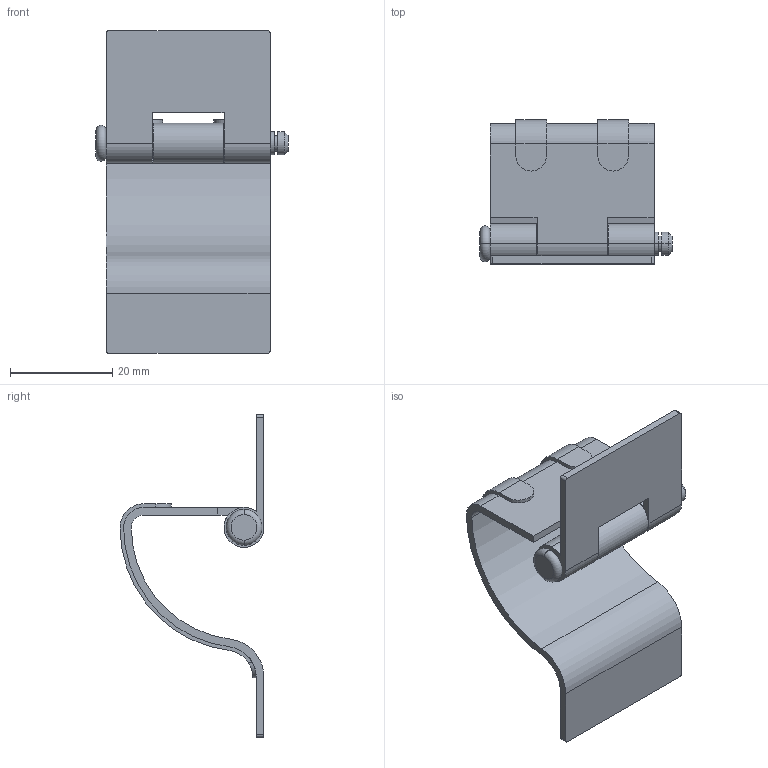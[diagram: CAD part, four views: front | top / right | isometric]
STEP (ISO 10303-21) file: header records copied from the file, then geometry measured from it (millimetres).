
FILE_DESCRIPTION (( 'STEP AP203' ), '1' );
FILE_NAME ('B-1008-4.STEP', '2009-01-07T00:52:44', ( ' ' ), ( ' ' ), 'SwSTEP 2.0', 'SolidWorks 2007', '' );
FILE_SCHEMA (( 'CONFIG_CONTROL_DESIGN' ));
Length unit declared in the file: millimetre
Products named in the file (4): B-1008-4僸儞僕B__棉太倌; B-1008-4; B-1008-4幉__棉太倌; B-1008-4僸儞僕A__棉太倌
Assembly tree (3 placements, depth 2):
  B-1008-4
    B-1008-4僸儞僕B__棉太倌
    B-1008-4僸儞僕A__棉太倌
    B-1008-4幉__棉太倌
Bounding box: 37.5 x 28.1 x 63 mm (x, y, z)
Volume: 6491.8 mm3; surface area: 8560.9 mm2
Topology: 3 solids, 3 shells, 85 faces, 226 edges, 150 vertices
Faces by surface type: cylinder 49, plane 32, cone 2, torus 2
Entity records: 3180 total; most frequent: CARTESIAN_POINT 547, DIRECTION 506, ORIENTED_EDGE 452, EDGE_CURVE 226, AXIS2_PLACEMENT_3D 197, VERTEX_POINT 150, LINE 112, VECTOR 112
